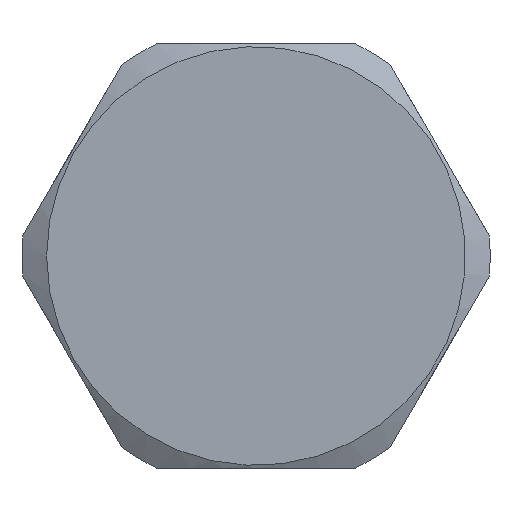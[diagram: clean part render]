
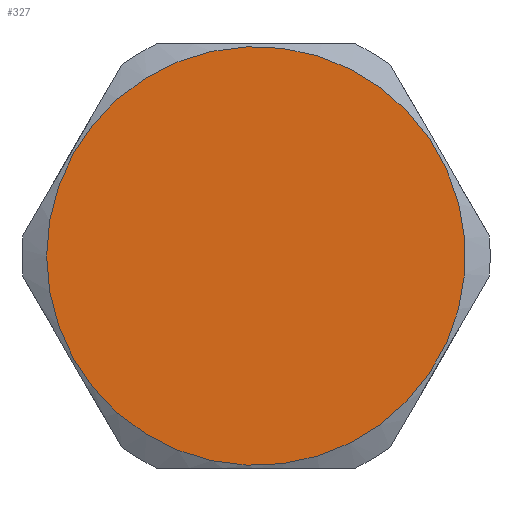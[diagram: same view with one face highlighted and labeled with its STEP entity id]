
A CAD part, left-side view. The second image highlights one B-rep face of the part: STEP entity #327.
In plain terms, the highlighted planar face has unit normal (-1, 0, 0).
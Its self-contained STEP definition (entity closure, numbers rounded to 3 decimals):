
#81=FACE_OUTER_BOUND('',#107,.T.);
#107=EDGE_LOOP('',(#248));
#137=CIRCLE('',#366,11.85);
#167=VERTEX_POINT('',#674);
#200=EDGE_CURVE('',#167,#167,#137,.T.);
#248=ORIENTED_EDGE('',*,*,#200,.F.);
#310=PLANE('',#365);
#327=ADVANCED_FACE('',(#81),#310,.T.);
#365=AXIS2_PLACEMENT_3D('',#673,#442,#443);
#366=AXIS2_PLACEMENT_3D('',#675,#444,#445);
#442=DIRECTION('center_axis',(-1.,0.,0.));
#443=DIRECTION('ref_axis',(0.,0.,-1.));
#444=DIRECTION('center_axis',(1.,0.,0.));
#445=DIRECTION('ref_axis',(0.,-1.,0.));
#673=CARTESIAN_POINT('Origin',(-15.5,0.,7.5));
#674=CARTESIAN_POINT('',(-15.5,11.85,0.));
#675=CARTESIAN_POINT('Origin',(-15.5,0.,0.));
